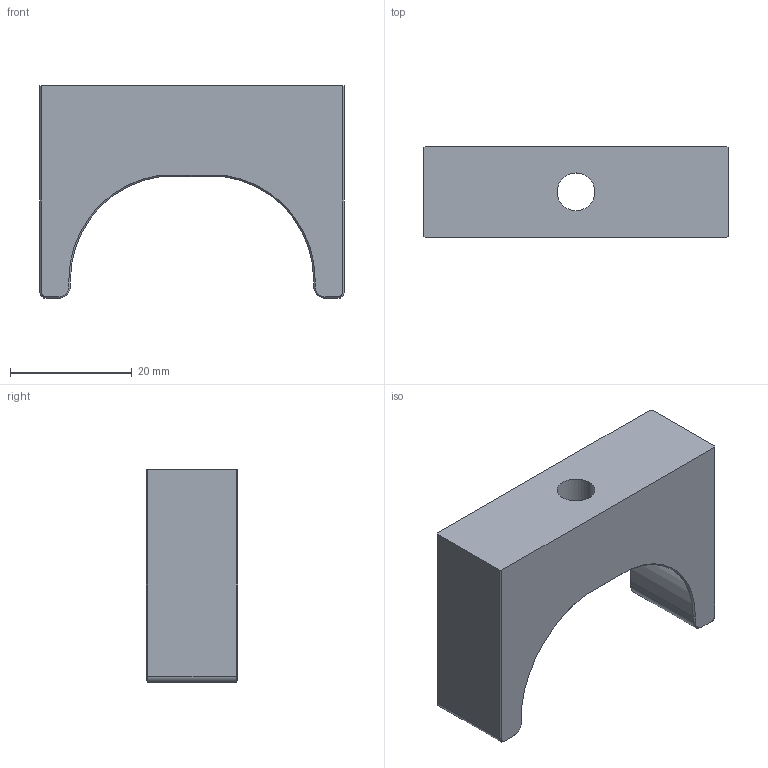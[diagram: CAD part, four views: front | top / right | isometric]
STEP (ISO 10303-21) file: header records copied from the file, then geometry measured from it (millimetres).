
FILE_DESCRIPTION (( 'STEP AP203' ), '1' );
FILE_NAME ('Auflage hinten.STEP', '2023-08-30T11:46:22', ( '' ), ( '' ), 'SwSTEP 2.0', 'SolidWorks 2020', '' );
FILE_SCHEMA (( 'CONFIG_CONTROL_DESIGN' ));
Length unit declared in the file: millimetre
Products named in the file (1): Auflage hinten
Bounding box: 50 x 15 x 35 mm (x, y, z)
Volume: 15318.9 mm3; surface area: 5281.7 mm2
Topology: 1 solids, 1 shells, 47 faces, 108 edges, 64 vertices
Faces by surface type: plane 25, cone 12, cylinder 10
Entity records: 1387 total; most frequent: CARTESIAN_POINT 232, DIRECTION 232, ORIENTED_EDGE 216, EDGE_CURVE 108, AXIS2_PLACEMENT_3D 80, LINE 72, VECTOR 72, VERTEX_POINT 64
